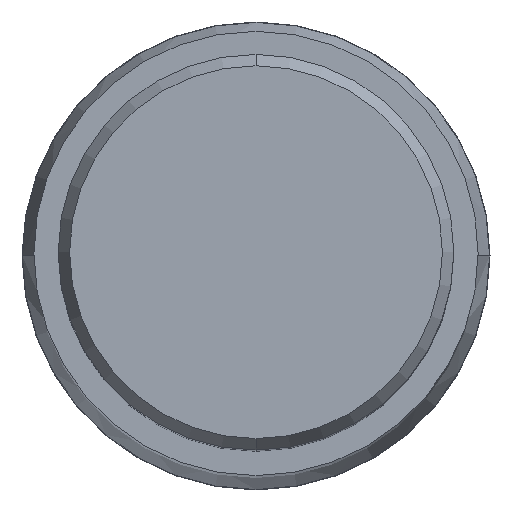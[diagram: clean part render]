
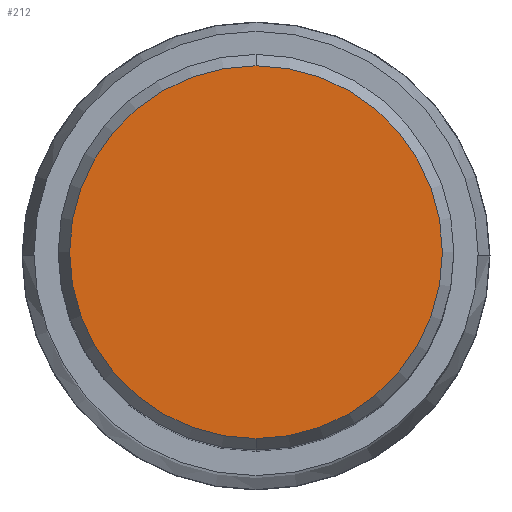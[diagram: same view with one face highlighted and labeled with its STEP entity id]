
A CAD part, top view. The second image highlights one B-rep face of the part: STEP entity #212.
In plain terms, the highlighted planar face has unit normal (0, 0, 1).
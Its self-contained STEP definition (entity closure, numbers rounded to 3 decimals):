
#212=ADVANCED_FACE('',(#546),#547,.T.);
#230=VERTEX_POINT('',#566);
#328=EDGE_CURVE('',#230,#464,#673,.T.);
#342=EDGE_CURVE('',#464,#230,#689,.T.);
#464=VERTEX_POINT('',#825);
#546=FACE_OUTER_BOUND('',#912,.T.);
#547=PLANE('',#913);
#566=CARTESIAN_POINT('',(0.,-14.958,0.));
#673=CIRCLE('',#1071,14.958);
#689=CIRCLE('',#1091,14.958);
#825=CARTESIAN_POINT('',(0.0,14.958,0.));
#912=EDGE_LOOP('',(#1343,#1344));
#913=AXIS2_PLACEMENT_3D('',#1345,#1346,#1347);
#1071=AXIS2_PLACEMENT_3D('',#1524,#1525,#1526);
#1091=AXIS2_PLACEMENT_3D('',#1549,#1550,#1551);
#1343=ORIENTED_EDGE('',*,*,#342,.F.);
#1344=ORIENTED_EDGE('',*,*,#328,.F.);
#1345=CARTESIAN_POINT('',(0.0,7.479,0.));
#1346=DIRECTION('',(-0.0,0.0,1.0));
#1347=DIRECTION('',(0.0,-1.0,0.0));
#1524=CARTESIAN_POINT('',(0.0,0.0,0.));
#1525=DIRECTION('',(0.0,0.0,-1.0));
#1526=DIRECTION('',(0.0,1.0,0.0));
#1549=CARTESIAN_POINT('',(0.0,0.0,0.));
#1550=DIRECTION('',(0.0,0.0,-1.0));
#1551=DIRECTION('',(0.0,1.0,0.0));
